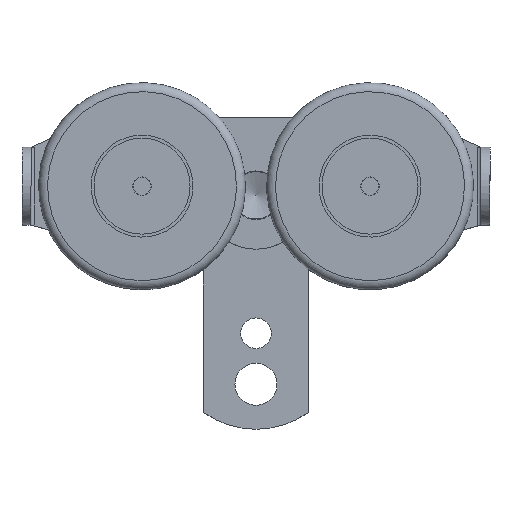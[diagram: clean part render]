
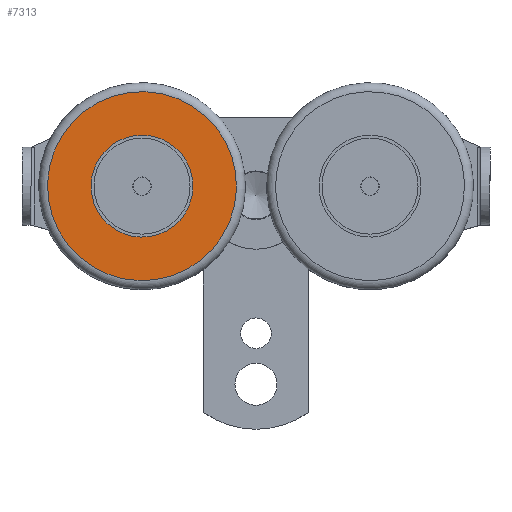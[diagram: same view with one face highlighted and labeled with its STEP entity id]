
A CAD part, top view. The second image highlights one B-rep face of the part: STEP entity #7313.
In plain terms, the highlighted planar face has unit normal (0, 0, 1).
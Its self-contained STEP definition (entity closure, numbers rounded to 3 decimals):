
#1568=FACE_BOUND('',#2160,.T.);
#1719=FACE_OUTER_BOUND('',#2159,.T.);
#2159=EDGE_LOOP('',(#4679));
#2160=EDGE_LOOP('',(#4680));
#2722=CIRCLE('',#7768,17.);
#2723=CIRCLE('',#7770,31.5);
#2922=VERTEX_POINT('',#10049);
#2923=VERTEX_POINT('',#10052);
#3656=EDGE_CURVE('',#2922,#2922,#2722,.T.);
#3657=EDGE_CURVE('',#2923,#2923,#2723,.T.);
#4679=ORIENTED_EDGE('',*,*,#3657,.F.);
#4680=ORIENTED_EDGE('',*,*,#3656,.T.);
#6675=PLANE('',#7769);
#7313=ADVANCED_FACE('',(#1719,#1568),#6675,.T.);
#7768=AXIS2_PLACEMENT_3D('',#10050,#8389,#8390);
#7769=AXIS2_PLACEMENT_3D('',#10051,#8391,#8392);
#7770=AXIS2_PLACEMENT_3D('',#10053,#8393,#8394);
#8389=DIRECTION('center_axis',(0.,0.,
-1.));
#8390=DIRECTION('ref_axis',(0.745,-0.667,0.));
#8391=DIRECTION('center_axis',(0.,0.,
1.));
#8392=DIRECTION('ref_axis',(-0.667,-0.745,0.));
#8393=DIRECTION('center_axis',(0.,0.,
-1.));
#8394=DIRECTION('ref_axis',(0.745,-0.667,0.));
#10049=CARTESIAN_POINT('',(-25.327,-8.331,27.));
#10050=CARTESIAN_POINT('Origin',(-38.,3.,27.));
#10051=CARTESIAN_POINT('Origin',(-19.922,-13.163,27.));
#10052=CARTESIAN_POINT('',(-14.517,-17.995,27.));
#10053=CARTESIAN_POINT('Origin',(-38.,3.,27.));
